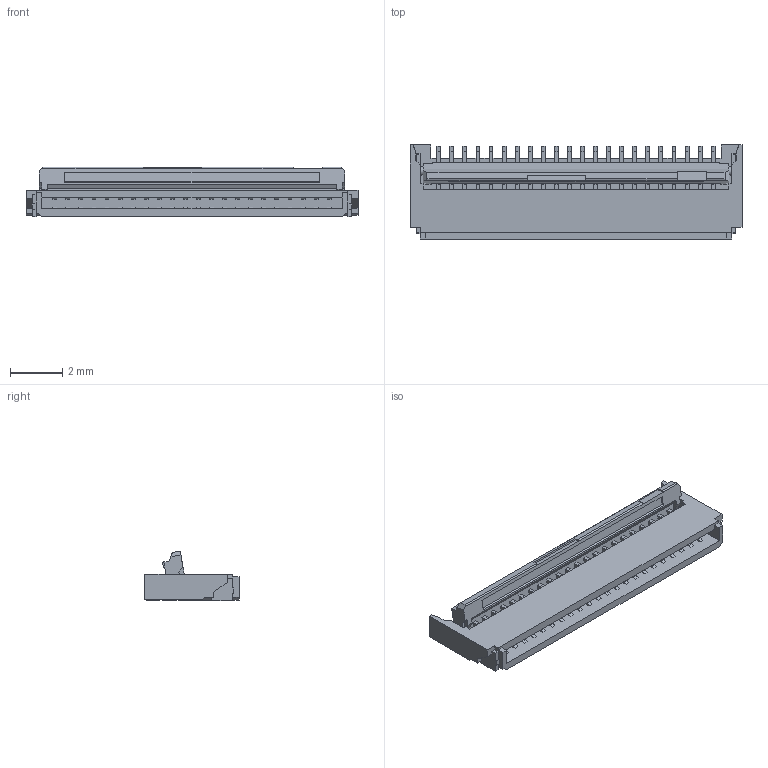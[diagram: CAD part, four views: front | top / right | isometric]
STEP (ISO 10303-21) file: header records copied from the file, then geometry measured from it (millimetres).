
FILE_DESCRIPTION(('FreeCAD Model'),'2;1');
FILE_NAME('1.step','2020-03-16T02:08:35',('kicad StepUp'),('ksu MCAD'), 'Open CASCADE STEP processor 7.3','FreeCAD','Unknown');
FILE_SCHEMA(('AUTOMOTIVE_DESIGN { 1 0 10303 214 1 1 1 1 }'));
Length unit declared in the file: millimetre
Products named in the file (1): 1
Bounding box: 12.7 x 3.6 x 1.9 mm (x, y, z)
Volume: 29.7 mm3; surface area: 216.9 mm2
Topology: 1 solids, 1 shells, 838 faces, 2299 edges, 1530 vertices
Faces by surface type: plane 760, cylinder 78
Entity records: 26279 total; most frequent: CARTESIAN_POINT 4681, ORIENTED_EDGE 4598, DIRECTION 4133, EDGE_CURVE 2299, LINE 2139, VECTOR 2139, VERTEX_POINT 1530, AXIS2_PLACEMENT_3D 997
